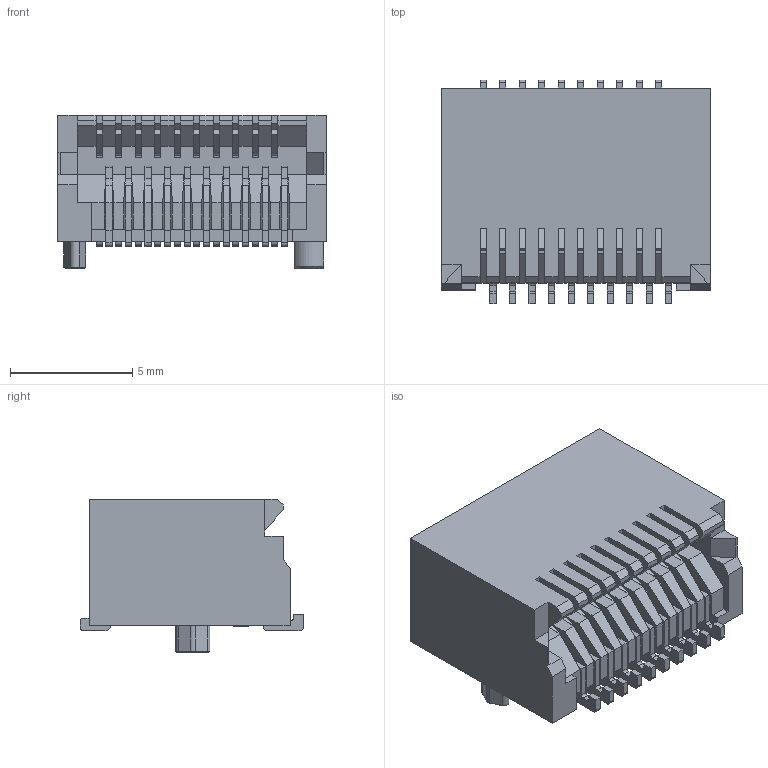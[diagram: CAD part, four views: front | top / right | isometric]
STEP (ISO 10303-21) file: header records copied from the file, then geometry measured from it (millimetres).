
FILE_DESCRIPTION(/* description */ (''),/* implementation_level */ '2;1');
FILE_NAME(/* name */ 'Molex 0744410001.step',/* time_stamp */ '2022-07-09T10:17:52+01:00',/* author */ (''),/* organization */ (''),/* preprocessor_version */ 'ST-DEVELOPER v19',/* originating_system */ 'Autodesk Translation Framework v11.7.0.108',/* authorisation */ '');
FILE_SCHEMA (('AUTOMOTIVE_DESIGN { 1 0 10303 214 3 1 1 }'));
Length unit declared in the file: millimetre
Products named in the file (1): 0744410001
Bounding box: 11 x 9.15 x 6.27 mm (x, y, z)
Volume: 337.4 mm3; surface area: 844.2 mm2
Topology: 1 solids, 11 shells, 1087 faces, 3201 edges, 2028 vertices
Faces by surface type: plane 855, cylinder 206, bspline 20, cone 6
Entity records: 36486 total; most frequent: CARTESIAN_POINT 6975, ORIENTED_EDGE 6402, DIRECTION 5771, EDGE_CURVE 3201, LINE 2719, VECTOR 2719, VERTEX_POINT 2028, AXIS2_PLACEMENT_3D 1526
